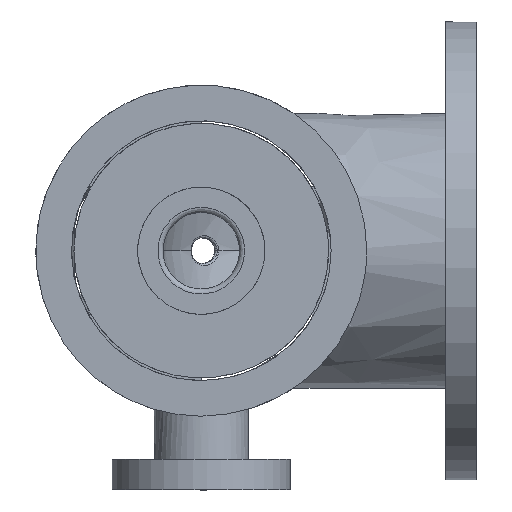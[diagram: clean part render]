
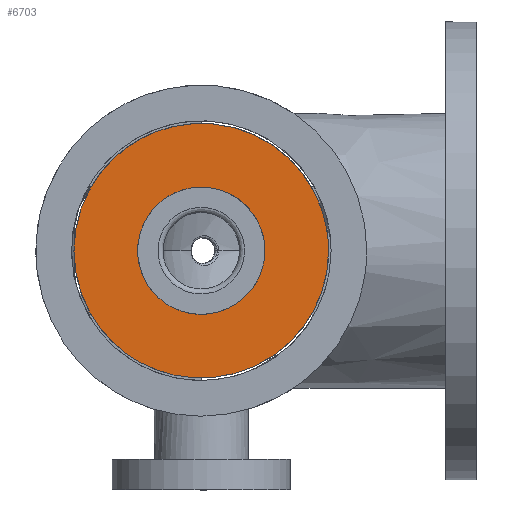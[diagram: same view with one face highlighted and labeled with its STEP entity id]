
A CAD part, front view. The second image highlights one B-rep face of the part: STEP entity #6703.
In plain terms, the highlighted free-form (B-spline) face has degree [1, 1] with [2, 2] control points.
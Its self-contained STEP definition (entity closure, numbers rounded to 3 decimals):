
#6560=CARTESIAN_POINT('V2',(50.0,-1.5,0.0));
#6561=VERTEX_POINT('V2',#6560);
#6562=CARTESIAN_POINT('E5',(50.0,-1.5,0.0));
#6563=CARTESIAN_POINT('E5',(50.0,-1.5,
   -86.603));
#6564=CARTESIAN_POINT('E5',(-25.0,-1.5,
   -43.301));
#6565=CARTESIAN_POINT('E5',(-100.0,-1.5,0.)
   );
#6566=CARTESIAN_POINT('E5',(-25.0,-1.5,
   43.301));
#6567=CARTESIAN_POINT('E5',(50.0,-1.5,
   86.603));
#6568=CARTESIAN_POINT('E5',(50.0,-1.5,0.0));
#6576=(BOUNDED_CURVE()B_SPLINE_CURVE(2,(#6562,#6563,#6564,#6565,
   #6566,#6567,#6568),.CIRCULAR_ARC.,.T.,.U.)
   B_SPLINE_CURVE_WITH_KNOTS((3,2,2,3),(0.0,0.333,
   0.667,1.0),.UNSPECIFIED.)CURVE()
   GEOMETRIC_REPRESENTATION_ITEM()RATIONAL_B_SPLINE_CURVE((1.0,
   0.5,1.0,0.5,1.0,0.5,1.0)
   )REPRESENTATION_ITEM('E5'));
#6577=EDGE_CURVE('E5',#6561,#6561,#6576,.T.);
#6635=CARTESIAN_POINT('V4',(25.0,-1.5,0.0));
#6636=VERTEX_POINT('V4',#6635);
#6660=CARTESIAN_POINT('E6',(25.0,-1.5,0.0));
#6661=CARTESIAN_POINT('E6',(25.0,-1.5,
   -43.301));
#6662=CARTESIAN_POINT('E6',(-12.5,-1.5,
   -21.651));
#6663=CARTESIAN_POINT('E6',(-50.0,-1.5,0.)
   );
#6664=CARTESIAN_POINT('E6',(-12.5,-1.5,
   21.651));
#6665=CARTESIAN_POINT('E6',(25.0,-1.5,
   43.301));
#6666=CARTESIAN_POINT('E6',(25.0,-1.5,0.0));
#6674=(BOUNDED_CURVE()B_SPLINE_CURVE(2,(#6660,#6661,#6662,#6663,
   #6664,#6665,#6666),.CIRCULAR_ARC.,.T.,.U.)
   B_SPLINE_CURVE_WITH_KNOTS((3,2,2,3),(0.0,0.333,
   0.667,1.0),.UNSPECIFIED.)CURVE()
   GEOMETRIC_REPRESENTATION_ITEM()RATIONAL_B_SPLINE_CURVE((1.0,
   0.5,1.0,0.5,1.0,0.5,1.0)
   )REPRESENTATION_ITEM('E6'));
#6675=EDGE_CURVE('E6',#6636,#6636,#6674,.T.);
#6692=CARTESIAN_POINT('F4',(52.5,-1.5,
   52.5));
#6693=CARTESIAN_POINT('F4',(-52.5,-1.5,
   52.5));
#6694=CARTESIAN_POINT('F4',(52.5,-1.5,
   -52.5));
#6695=CARTESIAN_POINT('F4',(-52.5,-1.5,
   -52.5));
#6696=QUASI_UNIFORM_SURFACE('F4',1,1,((#6692,#6694),(#6693,#6695)),
   .PLANE_SURF.,.F.,.F.,.U.);
#6697=ORIENTED_EDGE('E5',*,*,#6577,.F.);
#6698=EDGE_LOOP('F4',(#6697));
#6699=FACE_OUTER_BOUND('F4',#6698,.T.);
#6700=ORIENTED_EDGE('F2',*,*,#6675,.T.);
#6701=EDGE_LOOP('F4',(#6700));
#6702=FACE_BOUND('F4',#6701,.T.);
#6703=ADVANCED_FACE('F4',(#6699,#6702),#6696,.T.);
